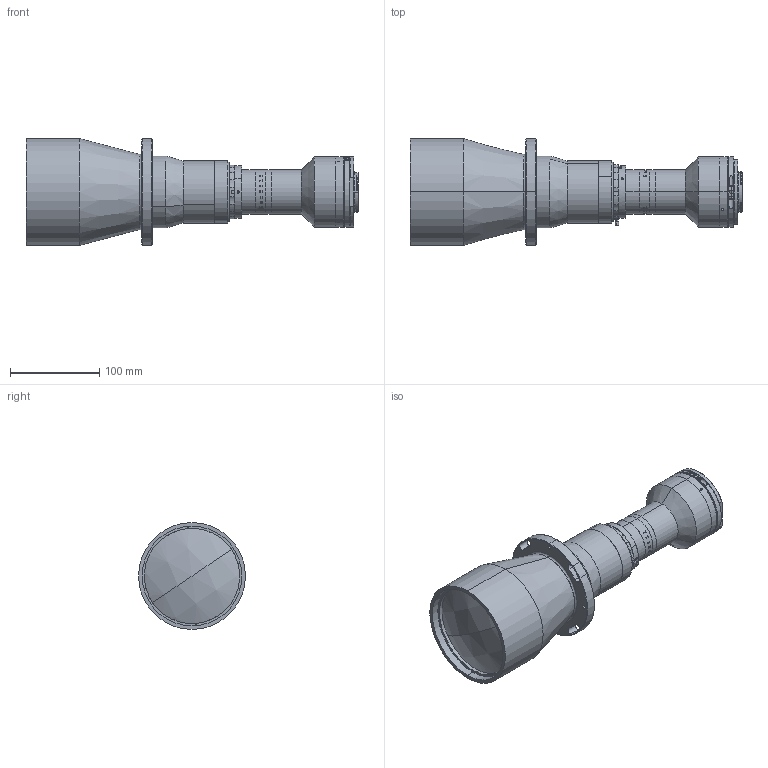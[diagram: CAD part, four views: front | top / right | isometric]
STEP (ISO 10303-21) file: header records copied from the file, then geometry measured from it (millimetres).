
FILE_DESCRIPTION (( 'STEP AP203' ), '1' );
FILE_NAME ('XF-PTL09235-F-VI.STEP', '2019-05-28T02:44:51', ( 'canrill005' ), ( '' ), 'SwSTEP 2.0', 'SolidWorks 2014', '' );
FILE_SCHEMA (( 'CONFIG_CONTROL_DESIGN' ));
Length unit declared in the file: millimetre
Products named in the file (2): XF-PTL09235-F-VI
Bounding box: 372.89 x 120 x 120 mm (x, y, z)
Surface area: 152542 mm2 (no closed solid volume)
Topology: 0 solids, 49 shells, 278 faces, 1416 edges, 1182 vertices
Faces by surface type: cylinder 155, plane 68, cone 37, torus 12, sphere 4, bspline 2
Entity records: 21860 total; most frequent: CARTESIAN_POINT 11037, DIRECTION 2127, ORIENTED_EDGE 1919, EDGE_CURVE 1416, VERTEX_POINT 1182, AXIS2_PLACEMENT_3D 836, CIRCLE 558, LINE 455
